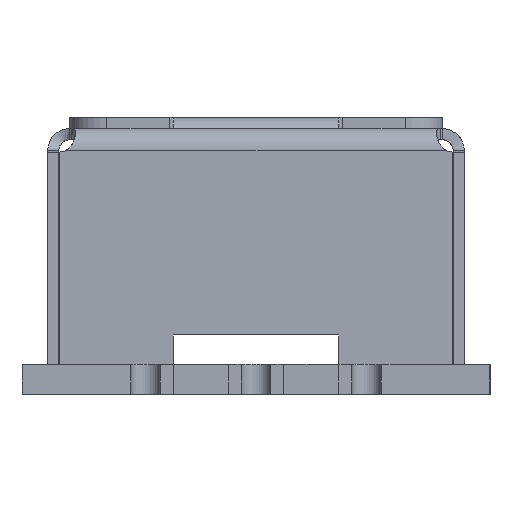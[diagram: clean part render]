
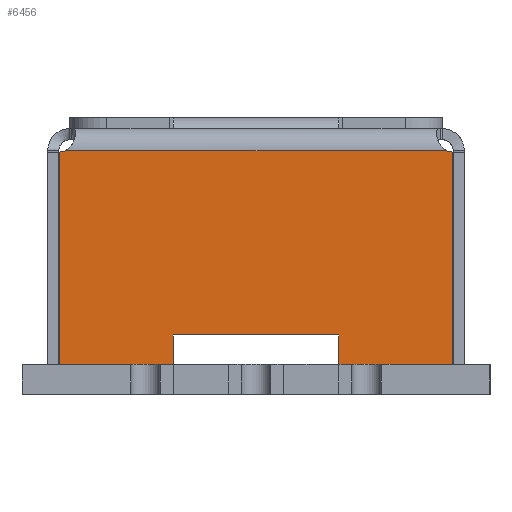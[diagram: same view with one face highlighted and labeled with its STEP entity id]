
A CAD part, left-side view. The second image highlights one B-rep face of the part: STEP entity #6456.
In plain terms, the highlighted planar face has unit normal (-1, 0, 0).
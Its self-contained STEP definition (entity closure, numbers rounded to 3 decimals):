
#6456=ADVANCED_FACE('',(#17369),#17371,.F.);
#17369=FACE_BOUND('',#17370,.T.);
#17370=EDGE_LOOP('',(#29188,#29189,#29190,#29191,#29192,#29193,#29194,#29195,#29196,
#29197,#29198,#29199,#29200,#29201,#29202,#29203,#29204,#29205,#29206,#29207,#29208,
#29209,#29210));
#17371=PLANE('',#17372);
#17372=AXIS2_PLACEMENT_3D('',#17373,#17374,#17375);
#17373=CARTESIAN_POINT('',(-19.05,0.,7.213));
#17374=DIRECTION('',(1.,0.,0.));
#17375=DIRECTION('',(0.,0.,-1.));
#29188=ORIENTED_EDGE('',*,*,#34477,.F.);
#29189=ORIENTED_EDGE('',*,*,#34478,.F.);
#29190=ORIENTED_EDGE('',*,*,#34467,.F.);
#29191=ORIENTED_EDGE('',*,*,#34479,.F.);
#29192=ORIENTED_EDGE('',*,*,#34480,.T.);
#29193=ORIENTED_EDGE('',*,*,#32565,.T.);
#29194=ORIENTED_EDGE('',*,*,#34281,.T.);
#29195=ORIENTED_EDGE('',*,*,#34481,.F.);
#29196=ORIENTED_EDGE('',*,*,#34482,.F.);
#29197=ORIENTED_EDGE('',*,*,#34483,.T.);
#29198=ORIENTED_EDGE('',*,*,#34276,.T.);
#29199=ORIENTED_EDGE('',*,*,#32563,.T.);
#29200=ORIENTED_EDGE('',*,*,#34168,.T.);
#29201=ORIENTED_EDGE('',*,*,#34484,.T.);
#29202=ORIENTED_EDGE('',*,*,#34485,.T.);
#29203=ORIENTED_EDGE('',*,*,#34486,.T.);
#29204=ORIENTED_EDGE('',*,*,#32582,.T.);
#29205=ORIENTED_EDGE('',*,*,#34272,.T.);
#29206=ORIENTED_EDGE('',*,*,#34487,.F.);
#29207=ORIENTED_EDGE('',*,*,#34488,.F.);
#29208=ORIENTED_EDGE('',*,*,#34489,.T.);
#29209=ORIENTED_EDGE('',*,*,#34282,.T.);
#29210=ORIENTED_EDGE('',*,*,#32580,.T.);
#32563=EDGE_CURVE('',#36277,#36278,#36279,.T.);
#32565=EDGE_CURVE('',#36282,#36280,#36283,.T.);
#32580=EDGE_CURVE('',#36311,#36312,#36313,.T.);
#32582=EDGE_CURVE('',#36316,#36314,#36317,.T.);
#34168=EDGE_CURVE('',#36278,#38955,#38956,.T.);
#34272=EDGE_CURVE('',#36314,#39159,#39161,.T.);
#34276=EDGE_CURVE('',#39167,#36277,#39168,.T.);
#34281=EDGE_CURVE('',#36280,#39174,#39176,.T.);
#34282=EDGE_CURVE('',#39177,#36311,#39178,.T.);
#34467=EDGE_CURVE('',#39462,#39463,#39464,.T.);
#34477=EDGE_CURVE('',#39476,#36312,#39478,.T.);
#34478=EDGE_CURVE('',#39463,#39476,#39479,.T.);
#34479=EDGE_CURVE('',#39480,#39462,#39481,.T.);
#34480=EDGE_CURVE('',#39480,#36282,#39482,.T.);
#34481=EDGE_CURVE('',#39483,#39174,#39484,.T.);
#34482=EDGE_CURVE('',#39485,#39483,#39486,.T.);
#34483=EDGE_CURVE('',#39485,#39167,#39487,.T.);
#34484=EDGE_CURVE('',#38955,#39488,#39489,.T.);
#34485=EDGE_CURVE('',#39488,#39490,#39491,.T.);
#34486=EDGE_CURVE('',#39490,#36316,#39492,.T.);
#34487=EDGE_CURVE('',#39493,#39159,#39494,.T.);
#34488=EDGE_CURVE('',#39495,#39493,#39496,.T.);
#34489=EDGE_CURVE('',#39495,#39177,#39497,.T.);
#36277=VERTEX_POINT('',#42601);
#36278=VERTEX_POINT('',#42602);
#36279=LINE('',#42603,#42604);
#36280=VERTEX_POINT('',#42606);
#36282=VERTEX_POINT('',#42611);
#36283=LINE('',#42612,#42613);
#36311=VERTEX_POINT('',#42671);
#36312=VERTEX_POINT('',#42672);
#36313=LINE('',#42673,#42674);
#36314=VERTEX_POINT('',#42676);
#36316=VERTEX_POINT('',#42681);
#36317=LINE('',#42682,#42683);
#38955=VERTEX_POINT('',#48578);
#38956=LINE('',#48579,#48580);
#39159=VERTEX_POINT('',#48996);
#39161=LINE('',#49000,#49001);
#39167=VERTEX_POINT('',#49014);
#39168=LINE('',#49015,#49016);
#39174=VERTEX_POINT('',#49029);
#39176=LINE('',#49033,#49034);
#39177=VERTEX_POINT('',#49036);
#39178=LINE('',#49037,#49038);
#39462=VERTEX_POINT('',#49769);
#39463=VERTEX_POINT('',#49770);
#39464=LINE('',#49771,#49772);
#39476=VERTEX_POINT('',#49863);
#39478=LINE('',#49867,#49868);
#39479=CIRCLE('',#49870,0.45);
#39480=VERTEX_POINT('',#49874);
#39481=CIRCLE('',#49875,0.45);
#39482=LINE('',#49879,#49880);
#39483=VERTEX_POINT('',#49882);
#39484=LINE('',#49883,#49884);
#39485=VERTEX_POINT('',#49886);
#39486=LINE('',#49887,#49888);
#39487=LINE('',#49890,#49891);
#39488=VERTEX_POINT('',#49893);
#39489=LINE('',#49894,#49895);
#39490=VERTEX_POINT('',#49897);
#39491=LINE('',#49898,#49899);
#39492=LINE('',#49901,#49902);
#39493=VERTEX_POINT('',#49904);
#39494=LINE('',#49905,#49906);
#39495=VERTEX_POINT('',#49908);
#39496=LINE('',#49909,#49910);
#39497=LINE('',#49912,#49913);
#42601=CARTESIAN_POINT('',(-19.05,3.819,0.813));
#42602=CARTESIAN_POINT('',(-19.05,2.262,0.813));
#42603=CARTESIAN_POINT('',(-19.05,3.819,0.813));
#42604=VECTOR('',#42605,1.);
#42605=DIRECTION('',(0.,-1.,0.));
#42606=CARTESIAN_POINT('',(-19.05,4.981,0.813));
#42611=CARTESIAN_POINT('',(-19.05,5.343,0.813));
#42612=CARTESIAN_POINT('',(-19.05,5.343,0.813));
#42613=VECTOR('',#42614,1.);
#42614=DIRECTION('',(0.,-1.,0.));
#42671=CARTESIAN_POINT('',(-19.05,-4.992,0.813));
#42672=CARTESIAN_POINT('',(-19.05,-5.343,0.813));
#42673=CARTESIAN_POINT('',(-19.05,-4.992,0.813));
#42674=VECTOR('',#42675,1.);
#42675=DIRECTION('',(0.,-1.,0.));
#42676=CARTESIAN_POINT('',(-19.05,-3.808,0.813));
#42681=CARTESIAN_POINT('',(-19.05,-2.25,0.813));
#42682=CARTESIAN_POINT('',(-19.05,-2.25,0.813));
#42683=VECTOR('',#42684,1.);
#42684=DIRECTION('',(0.,-1.,0.));
#48578=CARTESIAN_POINT('',(-19.05,2.25,0.813));
#48579=CARTESIAN_POINT('',(-19.05,2.262,0.813));
#48580=VECTOR('',#48581,1.);
#48581=DIRECTION('',(0.,-1.,0.));
#48996=CARTESIAN_POINT('',(-19.05,-4.15,0.813));
#49000=CARTESIAN_POINT('',(-19.05,-3.808,0.813));
#49001=VECTOR('',#49002,1.);
#49002=DIRECTION('',(0.,-1.,0.));
#49014=CARTESIAN_POINT('',(-19.05,4.15,0.813));
#49015=CARTESIAN_POINT('',(-19.05,4.15,0.813));
#49016=VECTOR('',#49017,1.);
#49017=DIRECTION('',(0.,-1.,0.));
#49029=CARTESIAN_POINT('',(-19.05,4.65,0.813));
#49033=CARTESIAN_POINT('',(-19.05,4.981,0.813));
#49034=VECTOR('',#49035,1.);
#49035=DIRECTION('',(0.,-1.,0.));
#49036=CARTESIAN_POINT('',(-19.05,-4.65,0.813));
#49037=CARTESIAN_POINT('',(-19.05,-4.65,0.813));
#49038=VECTOR('',#49039,1.);
#49039=DIRECTION('',(0.,-1.,0.));
#49769=CARTESIAN_POINT('',(-19.05,5.166,6.613));
#49770=CARTESIAN_POINT('',(-19.05,-5.166,6.613));
#49771=CARTESIAN_POINT('',(-19.05,5.166,6.613));
#49772=VECTOR('',#49773,1.);
#49773=DIRECTION('',(0.,-1.,0.));
#49863=CARTESIAN_POINT('',(-19.05,-5.343,6.577));
#49867=CARTESIAN_POINT('',(-19.05,-5.343,6.577));
#49868=VECTOR('',#49869,1.);
#49869=DIRECTION('',(0.,0.,-1.));
#49870=AXIS2_PLACEMENT_3D('',#49871,#49872,#49873);
#49871=CARTESIAN_POINT('',(-19.05,-5.343,7.027));
#49872=DIRECTION('',(-1.,0.,0.));
#49873=DIRECTION('',(0.,0.392,-0.92));
#49874=CARTESIAN_POINT('',(-19.05,5.343,6.577));
#49875=AXIS2_PLACEMENT_3D('',#49876,#49877,#49878);
#49876=CARTESIAN_POINT('',(-19.05,5.343,7.027));
#49877=DIRECTION('',(-1.,0.,0.));
#49878=DIRECTION('',(0.,0.,-1.));
#49879=CARTESIAN_POINT('',(-19.05,5.343,6.577));
#49880=VECTOR('',#49881,1.);
#49881=DIRECTION('',(0.,0.,-1.));
#49882=CARTESIAN_POINT('',(-19.05,4.65,0.013));
#49883=CARTESIAN_POINT('',(-19.05,4.65,0.013));
#49884=VECTOR('',#49885,1.);
#49885=DIRECTION('',(0.,0.,1.));
#49886=CARTESIAN_POINT('',(-19.05,4.15,0.013));
#49887=CARTESIAN_POINT('',(-19.05,4.15,0.013));
#49888=VECTOR('',#49889,1.);
#49889=DIRECTION('',(0.,1.,0.));
#49890=CARTESIAN_POINT('',(-19.05,4.15,0.013));
#49891=VECTOR('',#49892,1.);
#49892=DIRECTION('',(0.,0.,1.));
#49893=CARTESIAN_POINT('',(-19.05,2.25,1.613));
#49894=CARTESIAN_POINT('',(-19.05,2.25,0.813));
#49895=VECTOR('',#49896,1.);
#49896=DIRECTION('',(0.,0.,1.));
#49897=CARTESIAN_POINT('',(-19.05,-2.25,1.613));
#49898=CARTESIAN_POINT('',(-19.05,2.25,1.613));
#49899=VECTOR('',#49900,1.);
#49900=DIRECTION('',(0.,-1.,0.));
#49901=CARTESIAN_POINT('',(-19.05,-2.25,1.613));
#49902=VECTOR('',#49903,1.);
#49903=DIRECTION('',(0.,0.,-1.));
#49904=CARTESIAN_POINT('',(-19.05,-4.15,0.013));
#49905=CARTESIAN_POINT('',(-19.05,-4.15,0.013));
#49906=VECTOR('',#49907,1.);
#49907=DIRECTION('',(0.,0.,1.));
#49908=CARTESIAN_POINT('',(-19.05,-4.65,0.013));
#49909=CARTESIAN_POINT('',(-19.05,-4.65,0.013));
#49910=VECTOR('',#49911,1.);
#49911=DIRECTION('',(0.,1.,0.));
#49912=CARTESIAN_POINT('',(-19.05,-4.65,0.013));
#49913=VECTOR('',#49914,1.);
#49914=DIRECTION('',(0.,0.,1.));
